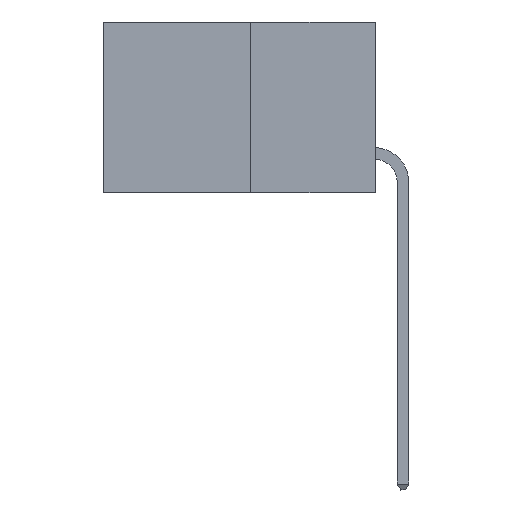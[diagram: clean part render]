
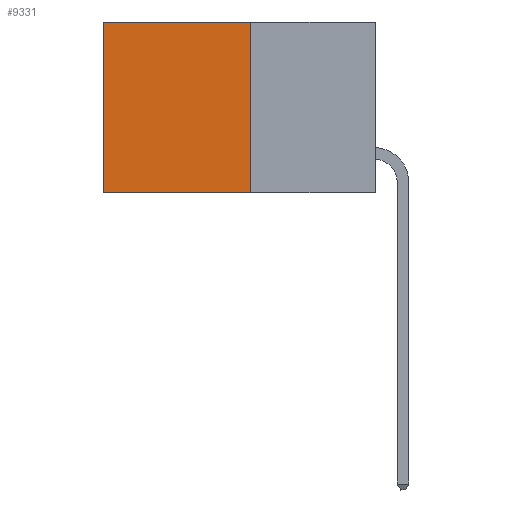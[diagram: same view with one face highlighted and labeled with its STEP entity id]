
A CAD part, left-side view. The second image highlights one B-rep face of the part: STEP entity #9331.
In plain terms, the highlighted planar face has unit normal (-1, 0, 0).
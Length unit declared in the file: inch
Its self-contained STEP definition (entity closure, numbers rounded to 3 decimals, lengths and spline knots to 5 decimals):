
#264 = VECTOR ( 'NONE', #10173, 39.37008 ) ;
#655 = DIRECTION ( 'NONE',  ( 1., 0., 0. ) ) ;
#904 = FACE_OUTER_BOUND ( 'NONE', #10316, .T. ) ;
#1166 = CARTESIAN_POINT ( 'NONE',  ( 0.277, 0.59, 0. ) ) ;
#1900 = VERTEX_POINT ( 'NONE', #4130 ) ;
#2121 = EDGE_CURVE ( 'NONE', #9005, #3620, #11978, .T. ) ;
#2560 = EDGE_CURVE ( 'NONE', #9005, #10202, #12457, .T. ) ;
#2754 = EDGE_CURVE ( 'NONE', #3620, #1900, #12687, .T. ) ;
#3620 = VERTEX_POINT ( 'NONE', #3797 ) ;
#3797 = CARTESIAN_POINT ( 'NONE',  ( 0.277, 0.27, -0.37 ) ) ;
#4130 = CARTESIAN_POINT ( 'NONE',  ( 0.277, 0.59, -0.37 ) ) ;
#4244 = VECTOR ( 'NONE', #15331, 39.37008 ) ;
#6414 = DIRECTION ( 'NONE',  ( 0., 0., -1. ) ) ;
#6681 = EDGE_CURVE ( 'NONE', #10202, #1900, #18678, .T. ) ;
#6832 = ORIENTED_EDGE ( 'NONE', *, *, #6681, .T. ) ;
#8380 = VECTOR ( 'NONE', #15027, 39.37008 ) ;
#9005 = VERTEX_POINT ( 'NONE', #12286 ) ;
#9331 = ADVANCED_FACE ( 'NONE', ( #904 ), #17656, .F. ) ;
#10173 = DIRECTION ( 'NONE',  ( 0., 1., 0. ) ) ;
#10202 = VERTEX_POINT ( 'NONE', #1166 ) ;
#10316 = EDGE_LOOP ( 'NONE', ( #6832, #13326, #14770, #11640 ) ) ;
#10473 = VECTOR ( 'NONE', #6414, 39.37008 ) ;
#10754 = CARTESIAN_POINT ( 'NONE',  ( 0.277, 0.27, -0.37 ) ) ;
#11445 = CARTESIAN_POINT ( 'NONE',  ( 0.277, 0.27, -0.37 ) ) ;
#11510 = DIRECTION ( 'NONE',  ( 0., 0., -1. ) ) ;
#11640 = ORIENTED_EDGE ( 'NONE', *, *, #2560, .T. ) ;
#11978 = LINE ( 'NONE', #15049, #8380 ) ;
#12286 = CARTESIAN_POINT ( 'NONE',  ( 0.277, 0.27, 0. ) ) ;
#12457 = LINE ( 'NONE', #15394, #4244 ) ;
#12687 = LINE ( 'NONE', #10754, #264 ) ;
#13326 = ORIENTED_EDGE ( 'NONE', *, *, #2754, .F. ) ;
#14668 = AXIS2_PLACEMENT_3D ( 'NONE', #11445, #655, #11510 ) ;
#14770 = ORIENTED_EDGE ( 'NONE', *, *, #2121, .F. ) ;
#15027 = DIRECTION ( 'NONE',  ( 0., 0., -1. ) ) ;
#15049 = CARTESIAN_POINT ( 'NONE',  ( 0.277, 0.27, -0.37 ) ) ;
#15331 = DIRECTION ( 'NONE',  ( 0., 1., 0. ) ) ;
#15394 = CARTESIAN_POINT ( 'NONE',  ( 0.277, 0.27, 0. ) ) ;
#17191 = CARTESIAN_POINT ( 'NONE',  ( 0.277, 0.59, -0.37 ) ) ;
#17656 = PLANE ( 'NONE',  #14668 ) ;
#18678 = LINE ( 'NONE', #17191, #10473 ) ;
